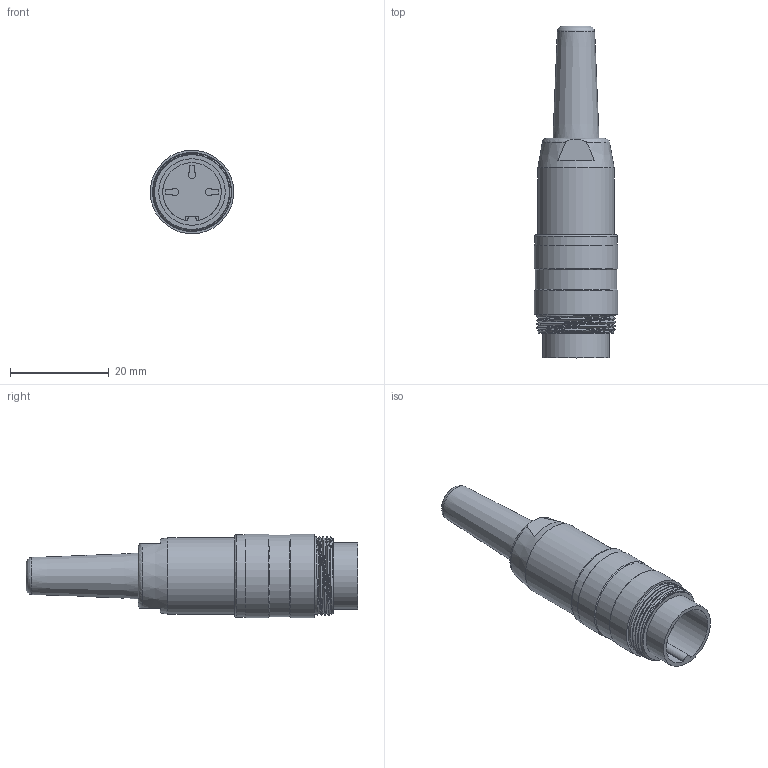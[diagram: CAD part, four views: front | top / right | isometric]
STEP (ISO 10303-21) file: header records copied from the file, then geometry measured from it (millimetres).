
FILE_DESCRIPTION(/* description */ (''),/* implementation_level */ '2;1');
FILE_NAME(/* name */ 't 3260 551 unxc001-01.stp',/* time_stamp */ '2019-07-08T15:14:55+02:00',/* author */ (''),/* organization */ (''),/* preprocessor_version */ 'ST-DEVELOPER v16.7',/* originating_system */ 'SIEMENS PLM Software NX 12.0',/* authorisation */ '');
FILE_SCHEMA (('AUTOMOTIVE_DESIGN { 1 0 10303 214 3 1 1 1 }'));
Length unit declared in the file: millimetre
Products named in the file (1): t 3260 551 unxc001-01
Bounding box: 16.99 x 67.4 x 16.99 mm (x, y, z)
Volume: 8873.1 mm3; surface area: 3677.3 mm2
Topology: 1 solids, 1 shells, 67 faces, 153 edges, 99 vertices
Faces by surface type: plane 38, cylinder 17, cone 7, bspline 5
Full cylindrical faces by diameter (mm): 3 x1, 9.6 x1, 13.5 x1, 15.5 x1, 16.6 x1, 16.8 x1, 17 x2
Entity records: 2691 total; most frequent: CARTESIAN_POINT 997, DIRECTION 293, ORIENTED_EDGE 262, EDGE_CURVE 131, AXIS2_PLACEMENT_3D 115, EDGE_LOOP 95, VERTEX_POINT 94, ADVANCED_FACE 67
